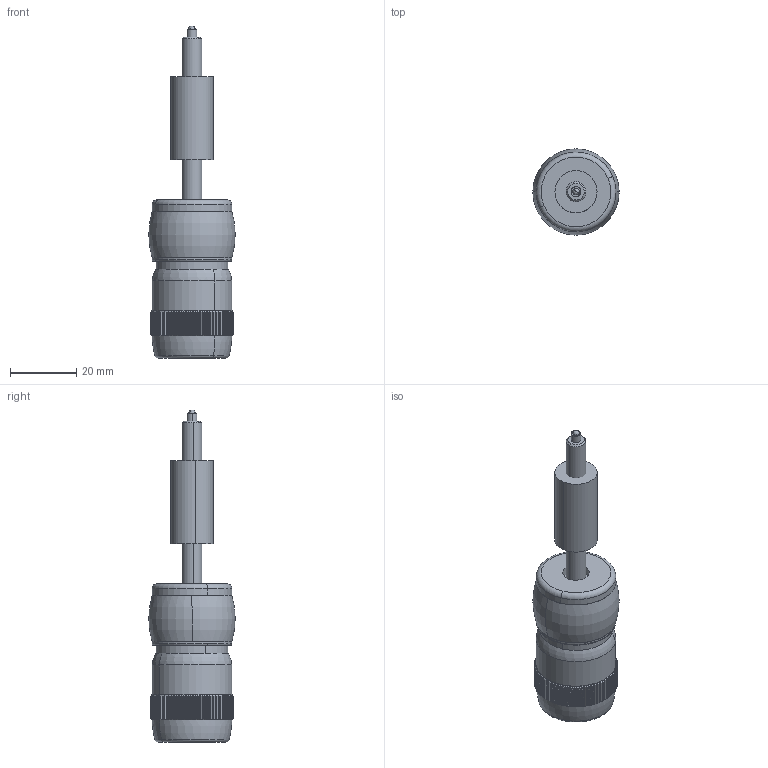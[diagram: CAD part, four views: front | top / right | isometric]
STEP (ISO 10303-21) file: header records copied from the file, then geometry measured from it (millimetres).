
FILE_DESCRIPTION (( 'STEP AP214' ), '1' );
FILE_NAME ('12858-E0W.step', '2007-11-13T06:16:25', ( ' ' ), ( ' ' ), 'SwSTEP 2.0', 'SolidWorks 2007', '' );
FILE_SCHEMA (( 'AUTOMOTIVE_DESIGN' ));
Length unit declared in the file: inch
Products named in the file (1): 12858-E0W
Bounding box: 26 x 26 x 99.98 mm (x, y, z)
Surface area: 9901.5 mm2 (no closed solid volume)
Topology: 0 solids, 8 shells, 355 faces, 1026 edges, 680 vertices
Faces by surface type: plane 305, cylinder 20, cone 14, torus 12, sphere 4
Entity records: 16681 total; most frequent: CARTESIAN_POINT 3884, ORIENTED_EDGE 2014, DIRECTION 1227, EDGE_CURVE 1021, VERTEX_POINT 677, B_SPLINE_CURVE_WITH_KNOTS 578, AXIS2_PLACEMENT_3D 448, EDGE_LOOP 364
